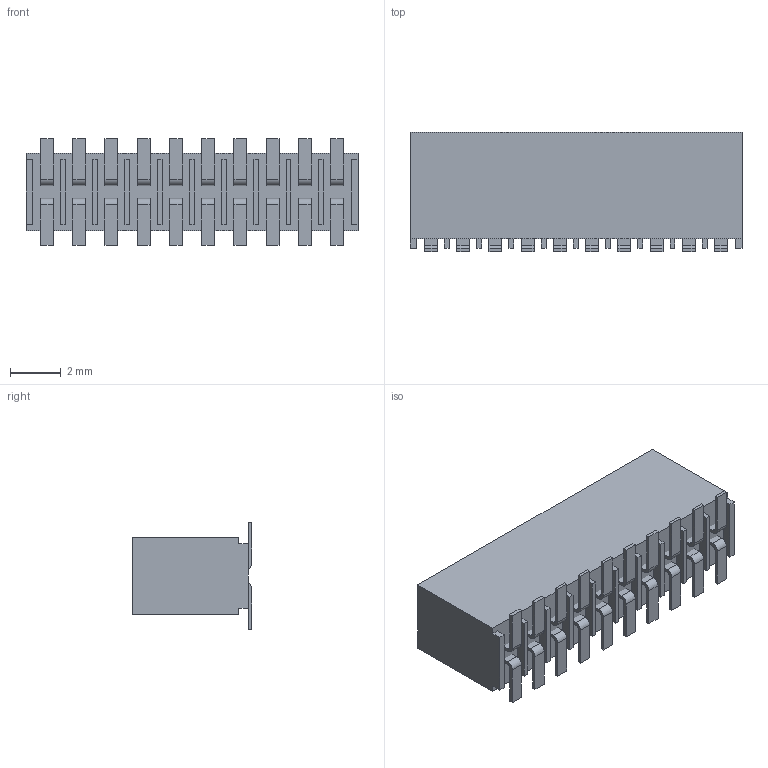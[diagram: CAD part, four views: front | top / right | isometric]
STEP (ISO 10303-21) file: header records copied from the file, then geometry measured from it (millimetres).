
FILE_DESCRIPTION(/* description */ ('STEP AP203'),/* implementation_level */ '2;1');
FILE_NAME(/* name */ 'SFMC-110-02-S-D',/* time_stamp */ '2026-02-03T01:53:35+01:00',/* author */ ('License CC BY-ND 4.0'),/* organization */ ('CADENAS'),/* preprocessor_version */ 'ST-DEVELOPER v20',/* originating_system */ 'PARTsolutions',/* authorisation */ ' ');
FILE_SCHEMA (('CONFIG_CONTROL_DESIGN'));
Length unit declared in the file: inch
Products named in the file (3): SFMC-110-02-S-D; SFMC-110-02_socket; C-10-02_spins
Assembly tree (2 placements, depth 2):
  SFMC-110-02-S-D
    SFMC-110-02_socket
    C-10-02_spins
Bounding box: 13.08 x 4.7 x 4.19 mm (x, y, z)
Volume: 158.3 mm3; surface area: 469.6 mm2
Topology: 2 solids, 2 shells, 425 faces, 1036 edges, 664 vertices
Faces by surface type: plane 385, cylinder 40
Entity records: 12231 total; most frequent: CARTESIAN_POINT 2128, ORIENTED_EDGE 2072, DIRECTION 1972, EDGE_CURVE 1036, LINE 956, VECTOR 956, VERTEX_POINT 664, AXIS2_PLACEMENT_3D 508
